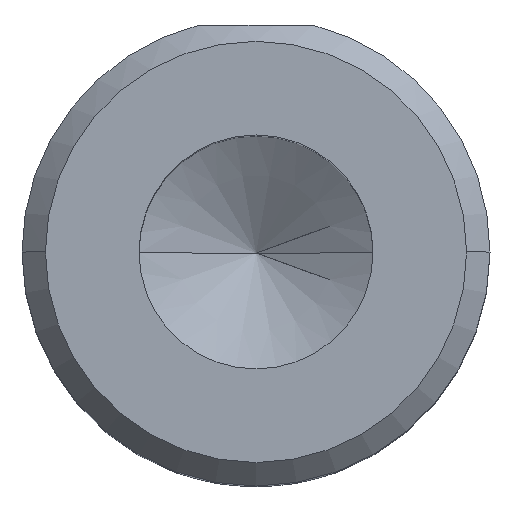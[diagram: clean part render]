
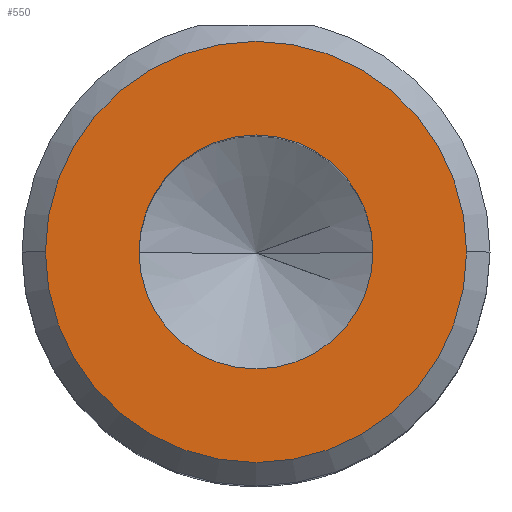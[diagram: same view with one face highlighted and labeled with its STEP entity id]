
A CAD part, top view. The second image highlights one B-rep face of the part: STEP entity #550.
In plain terms, the highlighted planar face has unit normal (0, 0, 1).
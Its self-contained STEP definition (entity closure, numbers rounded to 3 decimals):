
#1 = EDGE_CURVE ( 'NONE', #220, #384, #763, .T. ) ;
#30 = ORIENTED_EDGE ( 'NONE', *, *, #877, .T. ) ;
#65 = DIRECTION ( 'NONE',  ( 0., 0., 1. ) ) ;
#114 = AXIS2_PLACEMENT_3D ( 'NONE', #1083, #412, #1180 ) ;
#135 = VERTEX_POINT ( 'NONE', #1170 ) ;
#219 = CARTESIAN_POINT ( 'NONE',  ( -4.5, 0., 7.5 ) ) ;
#220 = VERTEX_POINT ( 'NONE', #1182 ) ;
#354 = AXIS2_PLACEMENT_3D ( 'NONE', #955, #481, #1160 ) ;
#359 = CARTESIAN_POINT ( 'NONE',  ( 0., 0., 7.5 ) ) ;
#384 = VERTEX_POINT ( 'NONE', #573 ) ;
#412 = DIRECTION ( 'NONE',  ( 0., 0., 1. ) ) ;
#417 = ORIENTED_EDGE ( 'NONE', *, *, #1, .F. ) ;
#442 = CARTESIAN_POINT ( 'NONE',  ( 0., 0., 7.5 ) ) ;
#459 = DIRECTION ( 'NONE',  ( 1., 0., 0. ) ) ;
#470 = FACE_BOUND ( 'NONE', #1124, .T. ) ;
#481 = DIRECTION ( 'NONE',  ( 0., 0., 1. ) ) ;
#529 = EDGE_LOOP ( 'NONE', ( #30, #900 ) ) ;
#535 = DIRECTION ( 'NONE',  ( 1., 0., 0. ) ) ;
#550 = ADVANCED_FACE ( 'NONE', ( #1237, #470 ), #1055, .T. ) ;
#573 = CARTESIAN_POINT ( 'NONE',  ( 2.5, 0., 7.5 ) ) ;
#597 = AXIS2_PLACEMENT_3D ( 'NONE', #655, #65, #751 ) ;
#600 = CIRCLE ( 'NONE', #885, 2.5 ) ;
#607 = CIRCLE ( 'NONE', #748, 4.5 ) ;
#655 = CARTESIAN_POINT ( 'NONE',  ( 0., 0., 7.5 ) ) ;
#715 = EDGE_CURVE ( 'NONE', #135, #1075, #607, .T. ) ;
#748 = AXIS2_PLACEMENT_3D ( 'NONE', #359, #1031, #459 ) ;
#751 = DIRECTION ( 'NONE',  ( 1., 0., 0. ) ) ;
#763 = CIRCLE ( 'NONE', #114, 2.5 ) ;
#877 = EDGE_CURVE ( 'NONE', #1075, #135, #1165, .T. ) ;
#885 = AXIS2_PLACEMENT_3D ( 'NONE', #442, #1115, #535 ) ;
#900 = ORIENTED_EDGE ( 'NONE', *, *, #715, .T. ) ;
#955 = CARTESIAN_POINT ( 'NONE',  ( 0., 0., 7.5 ) ) ;
#971 = ORIENTED_EDGE ( 'NONE', *, *, #1200, .F. ) ;
#1031 = DIRECTION ( 'NONE',  ( 0., 0., 1. ) ) ;
#1055 = PLANE ( 'NONE',  #354 ) ;
#1075 = VERTEX_POINT ( 'NONE', #219 ) ;
#1083 = CARTESIAN_POINT ( 'NONE',  ( 0., 0., 7.5 ) ) ;
#1115 = DIRECTION ( 'NONE',  ( 0., 0., 1. ) ) ;
#1124 = EDGE_LOOP ( 'NONE', ( #971, #417 ) ) ;
#1160 = DIRECTION ( 'NONE',  ( 1., 0., 0. ) ) ;
#1165 = CIRCLE ( 'NONE', #597, 4.5 ) ;
#1170 = CARTESIAN_POINT ( 'NONE',  ( 4.5, 0., 7.5 ) ) ;
#1180 = DIRECTION ( 'NONE',  ( 1., 0., 0. ) ) ;
#1182 = CARTESIAN_POINT ( 'NONE',  ( -2.5, 0., 7.5 ) ) ;
#1200 = EDGE_CURVE ( 'NONE', #384, #220, #600, .T. ) ;
#1237 = FACE_OUTER_BOUND ( 'NONE', #529, .T. ) ;
